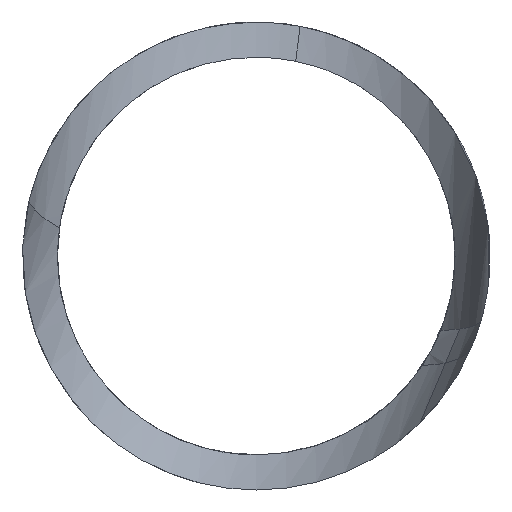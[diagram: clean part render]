
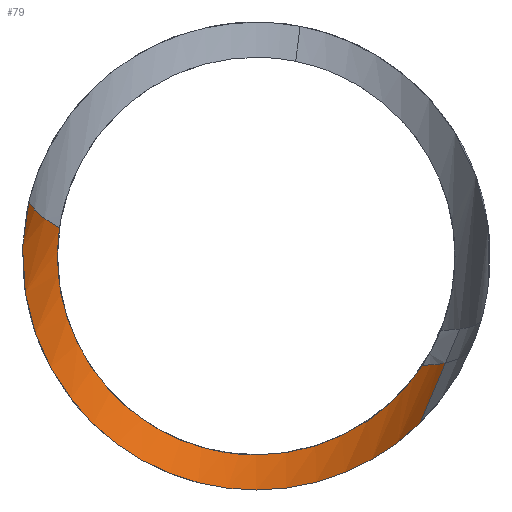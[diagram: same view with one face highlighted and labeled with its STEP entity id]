
A CAD part, left-side view. The second image highlights one B-rep face of the part: STEP entity #79.
In plain terms, the highlighted cylindrical face has radius 10 mm (diameter 20 mm), a partial arc.
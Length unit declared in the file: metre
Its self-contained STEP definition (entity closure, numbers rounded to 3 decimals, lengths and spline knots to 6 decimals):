
#79=ADVANCED_FACE('0:52',(#143),#144,.F.);
#143=FACE_OUTER_BOUND('',#192,.T.);
#144=CYLINDRICAL_SURFACE('',#193,0.01);
#192=EDGE_LOOP('',(#291,#292,#293,#294,#295,#296,#297,#298));
#193=AXIS2_PLACEMENT_3D('',#299,#300,#301);
#291=ORIENTED_EDGE('',*,*,#349,.F.);
#292=ORIENTED_EDGE('',*,*,#348,.F.);
#293=ORIENTED_EDGE('',*,*,#354,.F.);
#294=ORIENTED_EDGE('',*,*,#339,.F.);
#295=ORIENTED_EDGE('',*,*,#361,.F.);
#296=ORIENTED_EDGE('',*,*,#323,.T.);
#297=ORIENTED_EDGE('',*,*,#328,.T.);
#298=ORIENTED_EDGE('',*,*,#356,.T.);
#299=CARTESIAN_POINT('',(-1.976433,-0.285037,0.139009));
#300=DIRECTION('',(0.283,-0.371,0.885));
#301=DIRECTION('',(0.113,-0.903,-0.415));
#323=EDGE_CURVE('0:136',#368,#372,#374,.T.);
#328=EDGE_CURVE('0:127',#372,#381,#383,.F.);
#339=EDGE_CURVE('0:121',#401,#403,#404,.F.);
#348=EDGE_CURVE('0:100',#414,#416,#417,.F.);
#349=EDGE_CURVE('0:91',#416,#418,#419,.T.);
#354=EDGE_CURVE('',#403,#414,#425,.F.);
#356=EDGE_CURVE('',#381,#418,#427,.F.);
#361=EDGE_CURVE('0:133',#368,#401,#433,.T.);
#368=VERTEX_POINT('',#440);
#372=VERTEX_POINT('',#445);
#374=CIRCLE('',#453,0.01);
#381=VERTEX_POINT('',#461);
#383=B_SPLINE_CURVE_WITH_KNOTS('',3,(#464,#465,#466,#467,#468,#469,#470,#471,#472,#473,#474,#475,#476,#477,#478,#479,#480,#481,#482,#483,#484,#485,#486,#487,#488,#489,#490,#491,#492,#493,#494,#495,#496,#497,#498,#499,#500,#501,#502,#503),.UNSPECIFIED.,.F.,.F.,(4,3,3,3,3,3,3,3,3,3,3,3,3,4),(0.032484,0.035166,0.037004,0.037869,0.040347,0.042386,0.043615,0.044641,0.047081,0.049163,0.050198,0.050983,0.053364,0.055403),.UNSPECIFIED.);
#401=VERTEX_POINT('',#609);
#403=VERTEX_POINT('',#611);
#404=ELLIPSE('',#612,0.012487,0.01);
#414=VERTEX_POINT('',#624);
#416=VERTEX_POINT('',#626);
#417=B_SPLINE_CURVE_WITH_KNOTS('',3,(#627,#628,#629,#630),.UNSPECIFIED.,.F.,.F.,(4,4),(0.0,0.231871),.UNSPECIFIED.);
#418=VERTEX_POINT('',#631);
#419=ELLIPSE('',#632,0.010141,0.01);
#425=ELLIPSE('',#680,0.012487,0.01);
#427=B_SPLINE_CURVE_WITH_KNOTS('',3,(#682,#683,#684,#685,#686,#687,#688,#689,#690,#691,#692,#693,#694,#695,#696,#697,#698,#699,#700,#701,#702,#703,#704,#705,#706,#707,#708,#709,#710,#711,#712,#713,#714,#715,#716,#717,#718,#719,#720,#721),.UNSPECIFIED.,.F.,.F.,(4,3,3,3,3,3,3,3,3,3,3,3,3,4),(0.032484,0.035166,0.037004,0.037869,0.040347,0.042386,0.043615,0.044641,0.047081,0.049163,0.050198,0.050983,0.053364,0.055403),.UNSPECIFIED.);
#433=LINE('',#727,#728);
#440=CARTESIAN_POINT('',(-1.972292,-0.293687,0.135791));
#445=CARTESIAN_POINT('',(-1.970732,-0.292711,0.135701));
#453=AXIS2_PLACEMENT_3D('',#737,#738,#739);
#461=CARTESIAN_POINT('',(-1.968464,-0.285604,0.131864));
#464=CARTESIAN_POINT('',(-1.970701,-0.277188,0.141554));
#465=CARTESIAN_POINT('',(-1.970615,-0.277063,0.140671));
#466=CARTESIAN_POINT('',(-1.970358,-0.27708,0.139763));
#467=CARTESIAN_POINT('',(-1.970067,-0.277233,0.138893));
#468=CARTESIAN_POINT('',(-1.969868,-0.277337,0.138297));
#469=CARTESIAN_POINT('',(-1.969654,-0.277506,0.137718));
#470=CARTESIAN_POINT('',(-1.969453,-0.277723,0.137181));
#471=CARTESIAN_POINT('',(-1.969358,-0.277825,0.136927));
#472=CARTESIAN_POINT('',(-1.969263,-0.277941,0.136676));
#473=CARTESIAN_POINT('',(-1.96917,-0.278072,0.136425));
#474=CARTESIAN_POINT('',(-1.968903,-0.278446,0.135709));
#475=CARTESIAN_POINT('',(-1.968653,-0.278943,0.135016));
#476=CARTESIAN_POINT('',(-1.968465,-0.27954,0.134408));
#477=CARTESIAN_POINT('',(-1.96831,-0.280031,0.133908));
#478=CARTESIAN_POINT('',(-1.968197,-0.28059,0.133465));
#479=CARTESIAN_POINT('',(-1.968135,-0.281187,0.133102));
#480=CARTESIAN_POINT('',(-1.968099,-0.281547,0.132883));
#481=CARTESIAN_POINT('',(-1.96808,-0.281921,0.132693));
#482=CARTESIAN_POINT('',(-1.96808,-0.282299,0.132533));
#483=CARTESIAN_POINT('',(-1.968079,-0.282614,0.1324));
#484=CARTESIAN_POINT('',(-1.968091,-0.282941,0.132285));
#485=CARTESIAN_POINT('',(-1.968115,-0.283277,0.132189));
#486=CARTESIAN_POINT('',(-1.968174,-0.284076,0.131961));
#487=CARTESIAN_POINT('',(-1.968307,-0.284925,0.13185));
#488=CARTESIAN_POINT('',(-1.968499,-0.28576,0.131865));
#489=CARTESIAN_POINT('',(-1.968662,-0.286473,0.131878));
#490=CARTESIAN_POINT('',(-1.968868,-0.287177,0.131983));
#491=CARTESIAN_POINT('',(-1.96909,-0.28784,0.132163));
#492=CARTESIAN_POINT('',(-1.9692,-0.28817,0.132253));
#493=CARTESIAN_POINT('',(-1.969314,-0.288489,0.132361));
#494=CARTESIAN_POINT('',(-1.969428,-0.288794,0.132485));
#495=CARTESIAN_POINT('',(-1.969514,-0.289025,0.132579));
#496=CARTESIAN_POINT('',(-1.969601,-0.28925,0.132681));
#497=CARTESIAN_POINT('',(-1.969689,-0.289475,0.132796));
#498=CARTESIAN_POINT('',(-1.969956,-0.290155,0.133144));
#499=CARTESIAN_POINT('',(-1.970233,-0.290813,0.1336));
#500=CARTESIAN_POINT('',(-1.970438,-0.291395,0.134141));
#501=CARTESIAN_POINT('',(-1.970613,-0.291894,0.134605));
#502=CARTESIAN_POINT('',(-1.970732,-0.292339,0.135134));
#503=CARTESIAN_POINT('',(-1.970732,-0.292711,0.135701));
#609=CARTESIAN_POINT('',(-1.973109,-0.292615,0.133233));
#611=CARTESIAN_POINT('',(-1.969103,-0.285604,0.130364));
#612=AXIS2_PLACEMENT_3D('',#761,#762,#763);
#624=CARTESIAN_POINT('',(-1.974802,-0.275882,0.142703));
#626=CARTESIAN_POINT('',(-1.974651,-0.275896,0.142669));
#627=CARTESIAN_POINT('',(-1.974651,-0.275896,0.142669));
#628=CARTESIAN_POINT('',(-1.974701,-0.275891,0.142681));
#629=CARTESIAN_POINT('',(-1.974752,-0.275886,0.142692));
#630=CARTESIAN_POINT('',(-1.974802,-0.275882,0.142703));
#631=CARTESIAN_POINT('',(-1.970701,-0.277188,0.141554));
#632=AXIS2_PLACEMENT_3D('',#778,#779,#780);
#680=AXIS2_PLACEMENT_3D('',#787,#788,#789);
#682=CARTESIAN_POINT('',(-1.970701,-0.277188,0.141554));
#683=CARTESIAN_POINT('',(-1.970615,-0.277063,0.140671));
#684=CARTESIAN_POINT('',(-1.970358,-0.27708,0.139763));
#685=CARTESIAN_POINT('',(-1.970067,-0.277233,0.138893));
#686=CARTESIAN_POINT('',(-1.969868,-0.277337,0.138297));
#687=CARTESIAN_POINT('',(-1.969654,-0.277506,0.137718));
#688=CARTESIAN_POINT('',(-1.969453,-0.277723,0.137181));
#689=CARTESIAN_POINT('',(-1.969358,-0.277825,0.136927));
#690=CARTESIAN_POINT('',(-1.969263,-0.277941,0.136676));
#691=CARTESIAN_POINT('',(-1.96917,-0.278072,0.136425));
#692=CARTESIAN_POINT('',(-1.968903,-0.278446,0.135709));
#693=CARTESIAN_POINT('',(-1.968653,-0.278943,0.135016));
#694=CARTESIAN_POINT('',(-1.968465,-0.27954,0.134408));
#695=CARTESIAN_POINT('',(-1.96831,-0.280031,0.133908));
#696=CARTESIAN_POINT('',(-1.968197,-0.28059,0.133465));
#697=CARTESIAN_POINT('',(-1.968135,-0.281187,0.133102));
#698=CARTESIAN_POINT('',(-1.968099,-0.281547,0.132883));
#699=CARTESIAN_POINT('',(-1.96808,-0.281921,0.132693));
#700=CARTESIAN_POINT('',(-1.96808,-0.282299,0.132533));
#701=CARTESIAN_POINT('',(-1.968079,-0.282614,0.1324));
#702=CARTESIAN_POINT('',(-1.968091,-0.282941,0.132285));
#703=CARTESIAN_POINT('',(-1.968115,-0.283277,0.132189));
#704=CARTESIAN_POINT('',(-1.968174,-0.284076,0.131961));
#705=CARTESIAN_POINT('',(-1.968307,-0.284925,0.13185));
#706=CARTESIAN_POINT('',(-1.968499,-0.28576,0.131865));
#707=CARTESIAN_POINT('',(-1.968662,-0.286473,0.131878));
#708=CARTESIAN_POINT('',(-1.968868,-0.287177,0.131983));
#709=CARTESIAN_POINT('',(-1.96909,-0.28784,0.132163));
#710=CARTESIAN_POINT('',(-1.9692,-0.28817,0.132253));
#711=CARTESIAN_POINT('',(-1.969314,-0.288489,0.132361));
#712=CARTESIAN_POINT('',(-1.969428,-0.288794,0.132485));
#713=CARTESIAN_POINT('',(-1.969514,-0.289025,0.132579));
#714=CARTESIAN_POINT('',(-1.969601,-0.28925,0.132681));
#715=CARTESIAN_POINT('',(-1.969689,-0.289475,0.132796));
#716=CARTESIAN_POINT('',(-1.969956,-0.290155,0.133144));
#717=CARTESIAN_POINT('',(-1.970233,-0.290813,0.1336));
#718=CARTESIAN_POINT('',(-1.970438,-0.291395,0.134141));
#719=CARTESIAN_POINT('',(-1.970613,-0.291894,0.134605));
#720=CARTESIAN_POINT('',(-1.970732,-0.292339,0.135134));
#721=CARTESIAN_POINT('',(-1.970732,-0.292711,0.135701));
#727=CARTESIAN_POINT('',(-1.972292,-0.293687,0.135791));
#728=VECTOR('',#796,1.0);
#737=CARTESIAN_POINT('',(-1.976,-0.285604,0.140364));
#738=DIRECTION('',(0.283,-0.371,0.885));
#739=DIRECTION('',(0.371,-0.808,-0.457));
#761=CARTESIAN_POINT('',(-1.976,-0.285604,0.140364));
#762=DIRECTION('',(-0.801,0.232,-0.552));
#763=DIRECTION('',(-0.599,-0.31,0.739));
#778=CARTESIAN_POINT('',(-1.976,-0.285604,0.140364));
#779=DIRECTION('',(-0.186,0.251,-0.95));
#780=DIRECTION('',(-0.597,0.739,0.312));
#787=CARTESIAN_POINT('',(-1.976,-0.285604,0.140364));
#788=DIRECTION('',(-0.801,0.232,-0.552));
#789=DIRECTION('',(-0.599,-0.31,0.739));
#796=DIRECTION('',(-0.283,0.371,-0.885));
